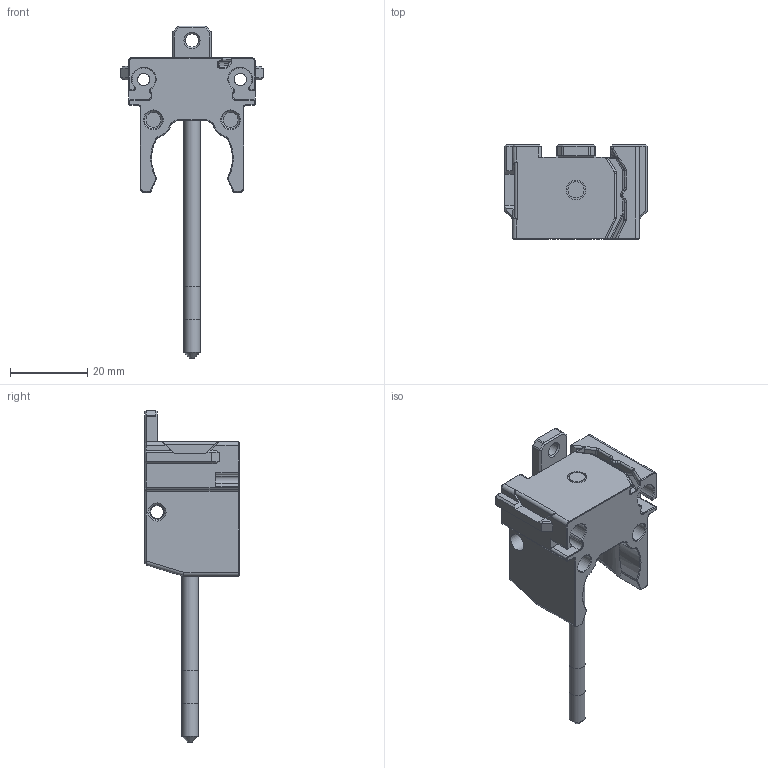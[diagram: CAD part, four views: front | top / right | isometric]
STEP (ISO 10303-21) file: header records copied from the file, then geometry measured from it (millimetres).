
FILE_DESCRIPTION(/* description */ (''),/* implementation_level */ '2;1');
FILE_NAME(/* name */ 'Hotend_Base v31.step',/* time_stamp */ '2025-07-28T09:05:50-07:00',/* author */ (''),/* organization */ (''),/* preprocessor_version */ 'ST-DEVELOPER v20.1',/* originating_system */ 'Autodesk Translation Framework v14.10.0.0',/* authorisation */ '');
FILE_SCHEMA (('AUTOMOTIVE_DESIGN { 1 0 10303 214 3 1 1 }','MODEL_BASED_INTEGRATED_MANUFACTURING_SCHEMA'));
Length unit declared in the file: millimetre
Products named in the file (1): Dragon_Mount
Bounding box: 37 x 24.4 x 86.07 mm (x, y, z)
Volume: 16106 mm3; surface area: 9706.3 mm2
Topology: 4 solids, 4 shells, 381 faces, 935 edges, 564 vertices
Faces by surface type: plane 153, cylinder 99, cone 64, bspline 55, torus 10
Full cylindrical faces by diameter (mm): 3.2 x2, 3.4 x3, 4.2 x4, 4.7 x4, 5.075 x1
Entity records: 12681 total; most frequent: CARTESIAN_POINT 3955, ORIENTED_EDGE 1868, DIRECTION 1702, EDGE_CURVE 934, AXIS2_PLACEMENT_3D 581, VERTEX_POINT 564, LINE 540, VECTOR 540
